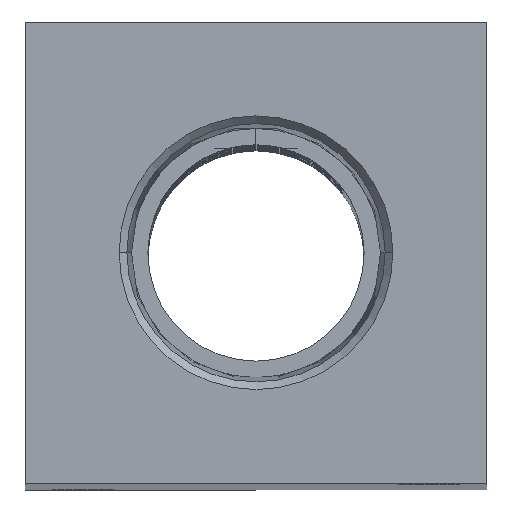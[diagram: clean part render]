
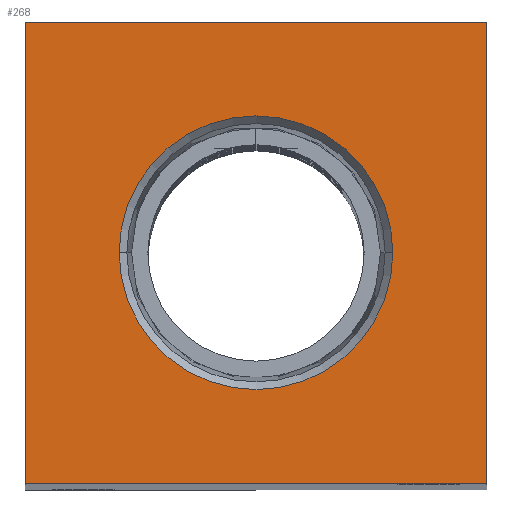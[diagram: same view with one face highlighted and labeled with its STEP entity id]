
A CAD part, top view. The second image highlights one B-rep face of the part: STEP entity #268.
In plain terms, the highlighted planar face has unit normal (0, 0, 1).
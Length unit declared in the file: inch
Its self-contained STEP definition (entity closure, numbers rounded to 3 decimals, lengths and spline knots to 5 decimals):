
#138 = CIRCLE ( 'NONE', #1106, 0.44487 ) ;
#268 = ADVANCED_FACE ( 'NONE', ( #3015, #2189 ), #1567, .T. ) ;
#365 = DIRECTION ( 'NONE',  ( 1., 0., 0. ) ) ;
#380 = CARTESIAN_POINT ( 'NONE',  ( -0.75, 0.75, 6.125 ) ) ;
#439 = EDGE_CURVE ( 'NONE', #3558, #3729, #138, .T. ) ;
#447 = CARTESIAN_POINT ( 'NONE',  ( 0.75, -0.75, 6.125 ) ) ;
#454 = VECTOR ( 'NONE', #1973, 39.37008 ) ;
#473 = VERTEX_POINT ( 'NONE', #576 ) ;
#505 = VECTOR ( 'NONE', #3257, 39.37008 ) ;
#576 = CARTESIAN_POINT ( 'NONE',  ( 0.75, 0.75, 6.125 ) ) ;
#600 = DIRECTION ( 'NONE',  ( 1., 0., 0. ) ) ;
#606 = DIRECTION ( 'NONE',  ( 0., 0., 1. ) ) ;
#620 = CARTESIAN_POINT ( 'NONE',  ( 0., 0., 6.125 ) ) ;
#692 = ORIENTED_EDGE ( 'NONE', *, *, #2869, .T. ) ;
#791 = CARTESIAN_POINT ( 'NONE',  ( 0.44487, 0., 6.125 ) ) ;
#804 = ORIENTED_EDGE ( 'NONE', *, *, #1219, .T. ) ;
#826 = CARTESIAN_POINT ( 'NONE',  ( 0.75, -0.75, 6.125 ) ) ;
#951 = EDGE_CURVE ( 'NONE', #3729, #3558, #2831, .T. ) ;
#958 = DIRECTION ( 'NONE',  ( 0., 1., 0. ) ) ;
#1046 = VECTOR ( 'NONE', #365, 39.37008 ) ;
#1106 = AXIS2_PLACEMENT_3D ( 'NONE', #620, #606, #600 ) ;
#1124 = AXIS2_PLACEMENT_3D ( 'NONE', #1479, #1474, #1470 ) ;
#1129 = ORIENTED_EDGE ( 'NONE', *, *, #3467, .T. ) ;
#1219 = EDGE_CURVE ( 'NONE', #2008, #473, #3053, .T. ) ;
#1344 = LINE ( 'NONE', #3796, #505 ) ;
#1470 = DIRECTION ( 'NONE',  ( 1., 0., 0. ) ) ;
#1473 = ORIENTED_EDGE ( 'NONE', *, *, #439, .F. ) ;
#1474 = DIRECTION ( 'NONE',  ( 0., 0., 1. ) ) ;
#1479 = CARTESIAN_POINT ( 'NONE',  ( 0., 0., 6.125 ) ) ;
#1567 = PLANE ( 'NONE',  #1124 ) ;
#1743 = ORIENTED_EDGE ( 'NONE', *, *, #951, .F. ) ;
#1860 = CARTESIAN_POINT ( 'NONE',  ( -0.75, -0.75, 6.125 ) ) ;
#1878 = LINE ( 'NONE', #447, #1046 ) ;
#1967 = VERTEX_POINT ( 'NONE', #1860 ) ;
#1973 = DIRECTION ( 'NONE',  ( 0., -1., 0. ) ) ;
#1984 = CARTESIAN_POINT ( 'NONE',  ( -0.75, -0.75, 6.125 ) ) ;
#2008 = VERTEX_POINT ( 'NONE', #2498 ) ;
#2189 = FACE_OUTER_BOUND ( 'NONE', #3164, .T. ) ;
#2252 = EDGE_LOOP ( 'NONE', ( #1743, #1473 ) ) ;
#2498 = CARTESIAN_POINT ( 'NONE',  ( 0.75, -0.75, 6.125 ) ) ;
#2831 = CIRCLE ( 'NONE', #3577, 0.44487 ) ;
#2849 = LINE ( 'NONE', #1984, #454 ) ;
#2863 = VERTEX_POINT ( 'NONE', #380 ) ;
#2869 = EDGE_CURVE ( 'NONE', #1967, #2008, #1878, .T. ) ;
#2923 = DIRECTION ( 'NONE',  ( 0., 0., 1. ) ) ;
#2950 = DIRECTION ( 'NONE',  ( 1., 0., 0. ) ) ;
#2962 = VECTOR ( 'NONE', #958, 39.37008 ) ;
#2963 = CARTESIAN_POINT ( 'NONE',  ( 0., 0., 6.125 ) ) ;
#3015 = FACE_BOUND ( 'NONE', #2252, .T. ) ;
#3037 = CARTESIAN_POINT ( 'NONE',  ( -0.44487, 0., 6.125 ) ) ;
#3053 = LINE ( 'NONE', #826, #2962 ) ;
#3081 = ORIENTED_EDGE ( 'NONE', *, *, #3685, .T. ) ;
#3164 = EDGE_LOOP ( 'NONE', ( #3081, #692, #804, #1129 ) ) ;
#3257 = DIRECTION ( 'NONE',  ( -1., 0., 0. ) ) ;
#3467 = EDGE_CURVE ( 'NONE', #473, #2863, #1344, .T. ) ;
#3558 = VERTEX_POINT ( 'NONE', #3037 ) ;
#3577 = AXIS2_PLACEMENT_3D ( 'NONE', #2963, #2923, #2950 ) ;
#3685 = EDGE_CURVE ( 'NONE', #2863, #1967, #2849, .T. ) ;
#3729 = VERTEX_POINT ( 'NONE', #791 ) ;
#3796 = CARTESIAN_POINT ( 'NONE',  ( 0.75, 0.75, 6.125 ) ) ;
